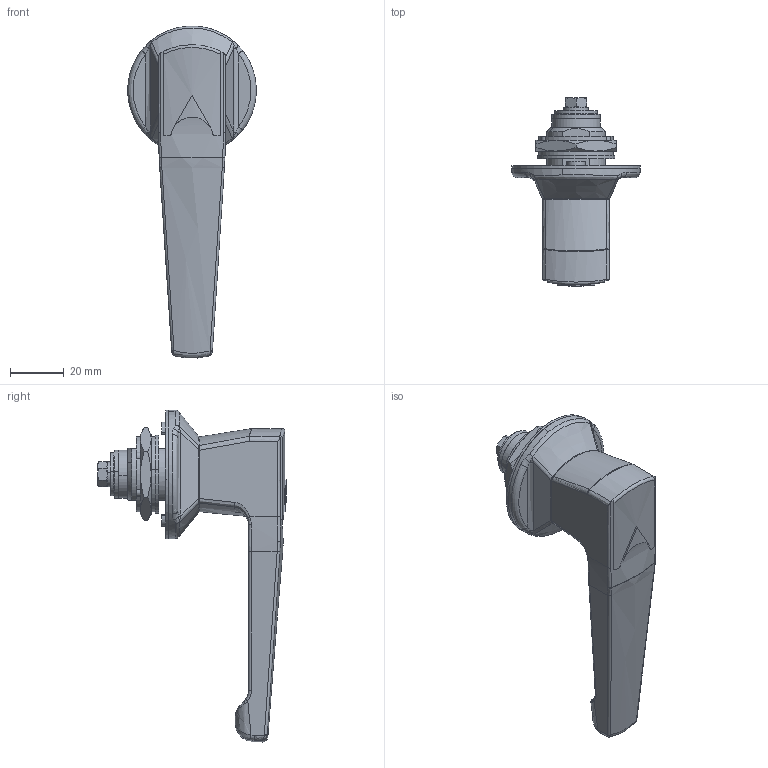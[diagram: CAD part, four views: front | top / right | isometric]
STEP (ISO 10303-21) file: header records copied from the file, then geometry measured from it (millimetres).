
FILE_DESCRIPTION((''),'2;1');
FILE_NAME('','2005-10-07T13:59:35',(''),(''),'','CADfix','');
FILE_SCHEMA(('AUTOMOTIVE_DESIGN'));
Length unit declared in the file: millimetre
Products named in the file (10): washer_D; washer_C; washer_B; washer_A; packing; nut; handle; bolt; base; THA_330B_2_5Y7_1_20539_36
Assembly tree (9 placements, depth 2):
  THA_330B_2_5Y7_1_20539_36
    washer_D
    washer_C
    washer_B
    washer_A
    packing
    nut
    handle
    bolt
    base
Bounding box: 47.98 x 70.3 x 123.92 mm (x, y, z)
Volume: 58355.6 mm3; surface area: 26165.7 mm2
Topology: 9 solids, 9 shells, 332 faces, 866 edges, 558 vertices
Faces by surface type: bspline 332
Entity records: 16004 total; most frequent: CARTESIAN_POINT 10950, ORIENTED_EDGE 1720, EDGE_CURVE 860, VERTEX_POINT 558, EDGE_LOOP 358, FACE_OUTER_BOUND 332, ADVANCED_FACE 332, QUASI_UNIFORM_CURVE 310
